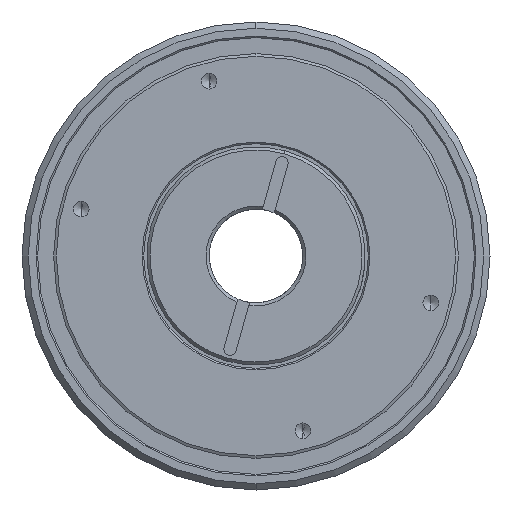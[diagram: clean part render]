
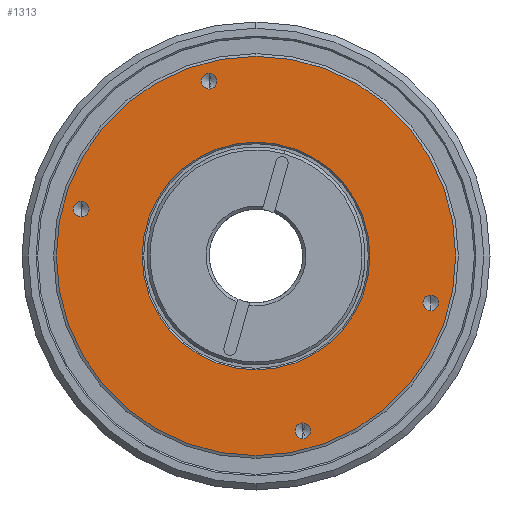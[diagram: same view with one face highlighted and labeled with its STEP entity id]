
A CAD part, left-side view. The second image highlights one B-rep face of the part: STEP entity #1313.
In plain terms, the highlighted planar face has unit normal (-1, 0, 0).
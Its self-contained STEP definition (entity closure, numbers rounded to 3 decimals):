
#17 = CARTESIAN_POINT ( 'NONE',  ( 5., 0., 0. ) ) ;
#126 = CIRCLE ( 'NONE', #146, 2.5 ) ;
#146 = AXIS2_PLACEMENT_3D ( 'NONE', #878, #3955, #1315 ) ;
#179 = CIRCLE ( 'NONE', #5486, 2.5 ) ;
#203 = EDGE_LOOP ( 'NONE', ( #3629, #4350 ) ) ;
#305 = FACE_BOUND ( 'NONE', #816, .T. ) ;
#320 = VERTEX_POINT ( 'NONE', #2958 ) ;
#373 = DIRECTION ( 'NONE',  ( 0., 0., 1. ) ) ;
#397 = DIRECTION ( 'NONE',  ( 0., 0., 1. ) ) ;
#405 = CARTESIAN_POINT ( 'NONE',  ( 5., -15.012, -56.024 ) ) ;
#437 = AXIS2_PLACEMENT_3D ( 'NONE', #3074, #4881, #1768 ) ;
#465 = DIRECTION ( 'NONE',  ( 0., 0., 1. ) ) ;
#625 = AXIS2_PLACEMENT_3D ( 'NONE', #2170, #5284, #2619 ) ;
#663 = EDGE_LOOP ( 'NONE', ( #5642, #1299 ) ) ;
#816 = EDGE_LOOP ( 'NONE', ( #4136, #1423 ) ) ;
#835 = DIRECTION ( 'NONE',  ( 0., 0., 1. ) ) ;
#860 = VERTEX_POINT ( 'NONE', #3003 ) ;
#878 = CARTESIAN_POINT ( 'NONE',  ( 5., -56.024, -15.012 ) ) ;
#942 = EDGE_LOOP ( 'NONE', ( #4206, #5711 ) ) ;
#1030 = AXIS2_PLACEMENT_3D ( 'NONE', #2903, #1558, #5122 ) ;
#1091 = CARTESIAN_POINT ( 'NONE',  ( 5., 15.012, 56.024 ) ) ;
#1156 = VERTEX_POINT ( 'NONE', #4246 ) ;
#1161 = ORIENTED_EDGE ( 'NONE', *, *, #3780, .F. ) ;
#1299 = ORIENTED_EDGE ( 'NONE', *, *, #2338, .F. ) ;
#1313 = ADVANCED_FACE ( 'NONE', ( #2643, #2787, #3828, #1471, #305, #5025 ), #2658, .T. ) ;
#1315 = DIRECTION ( 'NONE',  ( 0., 0., 1. ) ) ;
#1328 = CARTESIAN_POINT ( 'NONE',  ( 5., 56.024, 12.512 ) ) ;
#1374 = EDGE_CURVE ( 'NONE', #1156, #4504, #3688, .T. ) ;
#1401 = EDGE_CURVE ( 'NONE', #4631, #1538, #3388, .T. ) ;
#1423 = ORIENTED_EDGE ( 'NONE', *, *, #4476, .T. ) ;
#1471 = FACE_BOUND ( 'NONE', #942, .T. ) ;
#1527 = DIRECTION ( 'NONE',  ( 0., 0., 1. ) ) ;
#1538 = VERTEX_POINT ( 'NONE', #1328 ) ;
#1558 = DIRECTION ( 'NONE',  ( -1., 0., 0. ) ) ;
#1601 = AXIS2_PLACEMENT_3D ( 'NONE', #2945, #3809, #373 ) ;
#1647 = AXIS2_PLACEMENT_3D ( 'NONE', #2466, #5572, #2906 ) ;
#1768 = DIRECTION ( 'NONE',  ( 0., 0., 1. ) ) ;
#1830 = CARTESIAN_POINT ( 'NONE',  ( 5., 0., -64. ) ) ;
#1941 = AXIS2_PLACEMENT_3D ( 'NONE', #1091, #4168, #1527 ) ;
#2033 = CIRCLE ( 'NONE', #1647, 64. ) ;
#2126 = CIRCLE ( 'NONE', #4080, 64. ) ;
#2136 = DIRECTION ( 'NONE',  ( -1., 0., 0. ) ) ;
#2164 = CIRCLE ( 'NONE', #3038, 36.5 ) ;
#2170 = CARTESIAN_POINT ( 'NONE',  ( 5., 56.024, 15.012 ) ) ;
#2241 = EDGE_LOOP ( 'NONE', ( #4561, #1161 ) ) ;
#2271 = CIRCLE ( 'NONE', #3472, 2.5 ) ;
#2338 = EDGE_CURVE ( 'NONE', #3260, #5237, #5684, .T. ) ;
#2418 = EDGE_CURVE ( 'NONE', #5237, #3260, #5270, .T. ) ;
#2463 = DIRECTION ( 'NONE',  ( -1., 0., 0. ) ) ;
#2466 = CARTESIAN_POINT ( 'NONE',  ( 5., 0., 0. ) ) ;
#2552 = CARTESIAN_POINT ( 'NONE',  ( 5., 0., 64. ) ) ;
#2566 = CARTESIAN_POINT ( 'NONE',  ( 5., -56.024, -15.012 ) ) ;
#2619 = DIRECTION ( 'NONE',  ( 0., 0., 1. ) ) ;
#2643 = FACE_BOUND ( 'NONE', #2241, .T. ) ;
#2658 = PLANE ( 'NONE',  #437 ) ;
#2765 = CARTESIAN_POINT ( 'NONE',  ( 5., -56.024, -12.512 ) ) ;
#2787 = FACE_BOUND ( 'NONE', #663, .T. ) ;
#2896 = EDGE_CURVE ( 'NONE', #4758, #320, #2271, .T. ) ;
#2903 = CARTESIAN_POINT ( 'NONE',  ( 5., -15.012, -56.024 ) ) ;
#2906 = DIRECTION ( 'NONE',  ( 0., 0., 1. ) ) ;
#2909 = EDGE_CURVE ( 'NONE', #2920, #4692, #2126, .T. ) ;
#2920 = VERTEX_POINT ( 'NONE', #2552 ) ;
#2945 = CARTESIAN_POINT ( 'NONE',  ( 5., 56.024, 15.012 ) ) ;
#2958 = CARTESIAN_POINT ( 'NONE',  ( 5., -56.024, -17.512 ) ) ;
#2979 = EDGE_CURVE ( 'NONE', #320, #4758, #126, .T. ) ;
#3003 = CARTESIAN_POINT ( 'NONE',  ( 5., 0., -36.5 ) ) ;
#3013 = DIRECTION ( 'NONE',  ( 0., 0., 1. ) ) ;
#3024 = DIRECTION ( 'NONE',  ( 1., 0., 0. ) ) ;
#3038 = AXIS2_PLACEMENT_3D ( 'NONE', #5692, #3024, #397 ) ;
#3074 = CARTESIAN_POINT ( 'NONE',  ( 5., 70., 0. ) ) ;
#3088 = DIRECTION ( 'NONE',  ( 1., 0., 0. ) ) ;
#3260 = VERTEX_POINT ( 'NONE', #5108 ) ;
#3388 = CIRCLE ( 'NONE', #1601, 2.5 ) ;
#3454 = DIRECTION ( 'NONE',  ( -1., 0., 0. ) ) ;
#3472 = AXIS2_PLACEMENT_3D ( 'NONE', #2566, #5679, #3013 ) ;
#3629 = ORIENTED_EDGE ( 'NONE', *, *, #4979, .T. ) ;
#3688 = CIRCLE ( 'NONE', #1030, 2.5 ) ;
#3726 = AXIS2_PLACEMENT_3D ( 'NONE', #5140, #2463, #5566 ) ;
#3729 = VERTEX_POINT ( 'NONE', #3908 ) ;
#3780 = EDGE_CURVE ( 'NONE', #1538, #4631, #3965, .T. ) ;
#3809 = DIRECTION ( 'NONE',  ( -1., 0., 0. ) ) ;
#3828 = FACE_BOUND ( 'NONE', #5087, .T. ) ;
#3908 = CARTESIAN_POINT ( 'NONE',  ( 5., 0., 36.5 ) ) ;
#3922 = ORIENTED_EDGE ( 'NONE', *, *, #2979, .F. ) ;
#3955 = DIRECTION ( 'NONE',  ( -1., 0., 0. ) ) ;
#3965 = CIRCLE ( 'NONE', #625, 2.5 ) ;
#3973 = CARTESIAN_POINT ( 'NONE',  ( 5., 56.024, 17.512 ) ) ;
#4080 = AXIS2_PLACEMENT_3D ( 'NONE', #4819, #2136, #5258 ) ;
#4100 = ORIENTED_EDGE ( 'NONE', *, *, #2896, .F. ) ;
#4136 = ORIENTED_EDGE ( 'NONE', *, *, #5172, .T. ) ;
#4168 = DIRECTION ( 'NONE',  ( -1., 0., 0. ) ) ;
#4206 = ORIENTED_EDGE ( 'NONE', *, *, #1374, .F. ) ;
#4246 = CARTESIAN_POINT ( 'NONE',  ( 5., -15.012, -53.524 ) ) ;
#4350 = ORIENTED_EDGE ( 'NONE', *, *, #2909, .T. ) ;
#4476 = EDGE_CURVE ( 'NONE', #860, #3729, #2164, .T. ) ;
#4504 = VERTEX_POINT ( 'NONE', #5708 ) ;
#4561 = ORIENTED_EDGE ( 'NONE', *, *, #1401, .F. ) ;
#4605 = CIRCLE ( 'NONE', #5515, 36.5 ) ;
#4631 = VERTEX_POINT ( 'NONE', #3973 ) ;
#4692 = VERTEX_POINT ( 'NONE', #1830 ) ;
#4758 = VERTEX_POINT ( 'NONE', #2765 ) ;
#4819 = CARTESIAN_POINT ( 'NONE',  ( 5., 0., 0. ) ) ;
#4881 = DIRECTION ( 'NONE',  ( -1., 0., 0. ) ) ;
#4979 = EDGE_CURVE ( 'NONE', #4692, #2920, #2033, .T. ) ;
#5025 = FACE_OUTER_BOUND ( 'NONE', #203, .T. ) ;
#5087 = EDGE_LOOP ( 'NONE', ( #4100, #3922 ) ) ;
#5108 = CARTESIAN_POINT ( 'NONE',  ( 5., 15.012, 53.524 ) ) ;
#5122 = DIRECTION ( 'NONE',  ( 0., 0., 1. ) ) ;
#5140 = CARTESIAN_POINT ( 'NONE',  ( 5., 15.012, 56.024 ) ) ;
#5172 = EDGE_CURVE ( 'NONE', #3729, #860, #4605, .T. ) ;
#5237 = VERTEX_POINT ( 'NONE', #5346 ) ;
#5258 = DIRECTION ( 'NONE',  ( 0., 0., 1. ) ) ;
#5270 = CIRCLE ( 'NONE', #3726, 2.5 ) ;
#5284 = DIRECTION ( 'NONE',  ( -1., 0., 0. ) ) ;
#5346 = CARTESIAN_POINT ( 'NONE',  ( 5., 15.012, 58.524 ) ) ;
#5486 = AXIS2_PLACEMENT_3D ( 'NONE', #405, #3454, #835 ) ;
#5515 = AXIS2_PLACEMENT_3D ( 'NONE', #17, #3088, #465 ) ;
#5566 = DIRECTION ( 'NONE',  ( 0., 0., 1. ) ) ;
#5572 = DIRECTION ( 'NONE',  ( -1., 0., 0. ) ) ;
#5642 = ORIENTED_EDGE ( 'NONE', *, *, #2418, .F. ) ;
#5670 = EDGE_CURVE ( 'NONE', #4504, #1156, #179, .T. ) ;
#5679 = DIRECTION ( 'NONE',  ( -1., 0., 0. ) ) ;
#5684 = CIRCLE ( 'NONE', #1941, 2.5 ) ;
#5692 = CARTESIAN_POINT ( 'NONE',  ( 5., 0., 0. ) ) ;
#5708 = CARTESIAN_POINT ( 'NONE',  ( 5., -15.012, -58.524 ) ) ;
#5711 = ORIENTED_EDGE ( 'NONE', *, *, #5670, .F. ) ;
